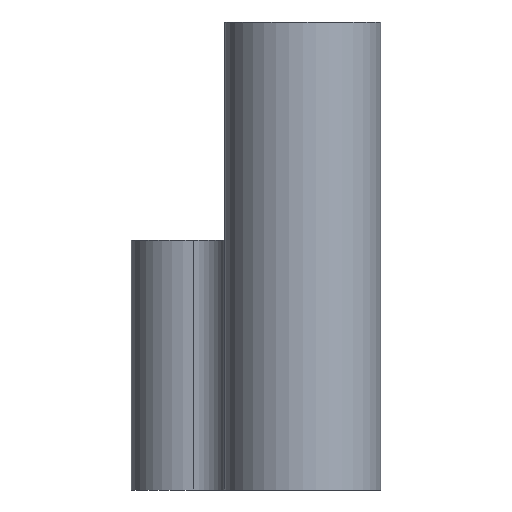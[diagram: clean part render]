
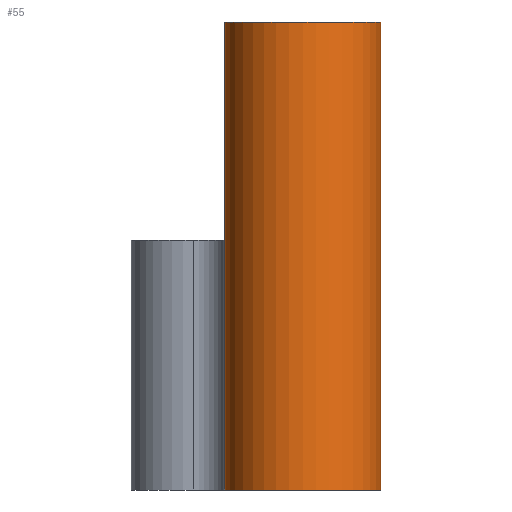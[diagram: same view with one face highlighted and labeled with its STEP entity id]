
A CAD part, front view. The second image highlights one B-rep face of the part: STEP entity #55.
In plain terms, the highlighted cylindrical face has radius 2.5 mm (diameter 5 mm), a partial arc.
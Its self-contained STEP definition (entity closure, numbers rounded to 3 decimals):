
#55=ADVANCED_FACE('',(#136),#138,.T.);
#136=FACE_BOUND('',#137,.T.);
#137=EDGE_LOOP('',(#391,#392,#393,#394));
#138=CYLINDRICAL_SURFACE('',#139,2.5);
#139=AXIS2_PLACEMENT_3D('',#140,#141,#142);
#140=CARTESIAN_POINT('',(-2.5,-10.5,0.));
#141=DIRECTION('',(0.,0.,1.));
#142=DIRECTION('',(-1.,0.,0.));
#391=ORIENTED_EDGE('',*,*,#521,.T.);
#392=ORIENTED_EDGE('',*,*,#508,.T.);
#393=ORIENTED_EDGE('',*,*,#551,.F.);
#394=ORIENTED_EDGE('',*,*,#546,.F.);
#508=EDGE_CURVE('',#597,#595,#598,.T.);
#521=EDGE_CURVE('',#622,#597,#623,.T.);
#546=EDGE_CURVE('',#622,#668,#669,.T.);
#551=EDGE_CURVE('',#668,#595,#675,.T.);
#595=VERTEX_POINT('',#741);
#597=VERTEX_POINT('',#745);
#598=LINE('',#746,#747);
#622=VERTEX_POINT('',#802);
#623=CIRCLE('',#803,2.5);
#668=VERTEX_POINT('',#906);
#669=LINE('',#907,#908);
#675=CIRCLE('',#924,2.5);
#741=CARTESIAN_POINT('',(0.,-10.5,15.));
#745=CARTESIAN_POINT('',(0.,-10.5,0.));
#746=CARTESIAN_POINT('',(0.,-10.5,0.));
#747=VECTOR('',#748,1.);
#748=DIRECTION('',(0.,0.,1.));
#802=CARTESIAN_POINT('',(-5.,-10.5,0.));
#803=AXIS2_PLACEMENT_3D('',#804,#805,#806);
#804=CARTESIAN_POINT('',(-2.5,-10.5,0.));
#805=DIRECTION('',(0.,0.,1.));
#806=DIRECTION('',(-1.,0.,0.));
#906=CARTESIAN_POINT('',(-5.,-10.5,15.));
#907=CARTESIAN_POINT('',(-5.,-10.5,0.));
#908=VECTOR('',#909,1.);
#909=DIRECTION('',(0.,0.,1.));
#924=AXIS2_PLACEMENT_3D('',#925,#926,#927);
#925=CARTESIAN_POINT('',(-2.5,-10.5,15.));
#926=DIRECTION('',(0.,0.,1.));
#927=DIRECTION('',(-1.,0.,0.));
